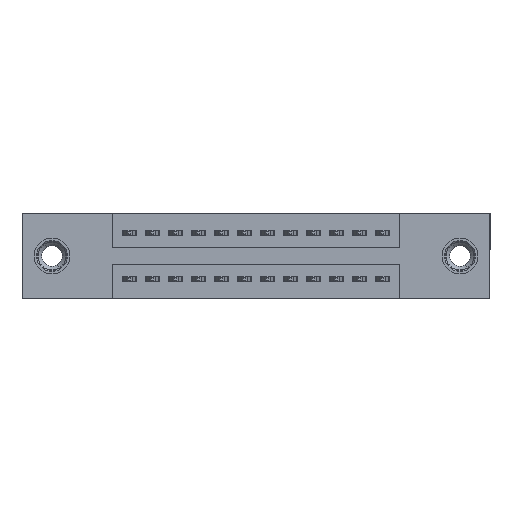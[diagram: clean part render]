
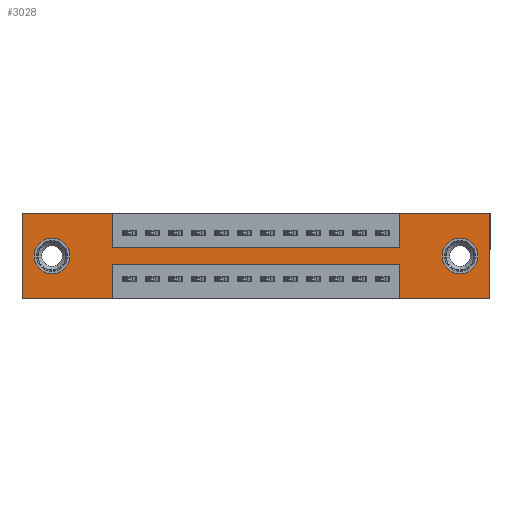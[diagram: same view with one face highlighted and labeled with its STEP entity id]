
A CAD part, front view. The second image highlights one B-rep face of the part: STEP entity #3028.
In plain terms, the highlighted planar face has unit normal (0, -1, 0).
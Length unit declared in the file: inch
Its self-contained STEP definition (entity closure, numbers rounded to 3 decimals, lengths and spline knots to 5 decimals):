
#41 = DIRECTION ( 'NONE',  ( 0., 1., 0. ) ) ;
#254 = DIRECTION ( 'NONE',  ( 0., 1., 0. ) ) ;
#379 = EDGE_CURVE ( 'NONE', #9893, #15825, #17224, .T. ) ;
#422 = ORIENTED_EDGE ( 'NONE', *, *, #1744, .F. ) ;
#587 = LINE ( 'NONE', #11370, #14003 ) ;
#724 = EDGE_CURVE ( 'NONE', #15269, #2398, #17000, .T. ) ;
#750 = CARTESIAN_POINT ( 'NONE',  ( 0.3925, 0., -0.37 ) ) ;
#816 = CARTESIAN_POINT ( 'NONE',  ( 0.3925, 0., -0.15 ) ) ;
#947 = VERTEX_POINT ( 'NONE', #5184 ) ;
#955 = DIRECTION ( 'NONE',  ( 0., -1., 0. ) ) ;
#1124 = ORIENTED_EDGE ( 'NONE', *, *, #8115, .T. ) ;
#1252 = VERTEX_POINT ( 'NONE', #15905 ) ;
#1313 = LINE ( 'NONE', #5717, #7243 ) ;
#1355 = VERTEX_POINT ( 'NONE', #10351 ) ;
#1658 = DIRECTION ( 'NONE',  ( 0., 0., 1. ) ) ;
#1744 = EDGE_CURVE ( 'NONE', #4390, #14270, #1313, .T. ) ;
#1911 = ORIENTED_EDGE ( 'NONE', *, *, #6541, .F. ) ;
#1931 = ORIENTED_EDGE ( 'NONE', *, *, #379, .F. ) ;
#2175 = DIRECTION ( 'NONE',  ( 0., 1., 0. ) ) ;
#2214 = VECTOR ( 'NONE', #11322, 39.37008 ) ;
#2230 = DIRECTION ( 'NONE',  ( 1., 0., 0. ) ) ;
#2245 = DIRECTION ( 'NONE',  ( 0., 0., -1. ) ) ;
#2398 = VERTEX_POINT ( 'NONE', #11482 ) ;
#2531 = DIRECTION ( 'NONE',  ( 0., 1., 0. ) ) ;
#2739 = CARTESIAN_POINT ( 'NONE',  ( 2.035, 0., -0.37 ) ) ;
#3028 = ADVANCED_FACE ( 'NONE', ( #7840, #11127, #5428 ), #13688, .T. ) ;
#3032 = CARTESIAN_POINT ( 'NONE',  ( 0.3925, 0., -0.22 ) ) ;
#3222 = LINE ( 'NONE', #15975, #12909 ) ;
#3279 = DIRECTION ( 'NONE',  ( 1., 0., 0. ) ) ;
#3448 = LINE ( 'NONE', #13949, #6734 ) ;
#3500 = EDGE_CURVE ( 'NONE', #14270, #5912, #3448, .T. ) ;
#3567 = VECTOR ( 'NONE', #6527, 39.37008 ) ;
#4198 = LINE ( 'NONE', #14188, #2214 ) ;
#4262 = CARTESIAN_POINT ( 'NONE',  ( 0.13, 0., -0.185 ) ) ;
#4390 = VERTEX_POINT ( 'NONE', #5355 ) ;
#4483 = ORIENTED_EDGE ( 'NONE', *, *, #12514, .F. ) ;
#4844 = ORIENTED_EDGE ( 'NONE', *, *, #9261, .F. ) ;
#4955 = ORIENTED_EDGE ( 'NONE', *, *, #8033, .F. ) ;
#5125 = CARTESIAN_POINT ( 'NONE',  ( 1.6425, 0., -0.37 ) ) ;
#5184 = CARTESIAN_POINT ( 'NONE',  ( 1.6425, 0., -0.15 ) ) ;
#5254 = CARTESIAN_POINT ( 'NONE',  ( 0., 0., -0.37 ) ) ;
#5327 = EDGE_CURVE ( 'NONE', #14871, #14538, #10630, .T. ) ;
#5355 = CARTESIAN_POINT ( 'NONE',  ( 2.035, 0., 0. ) ) ;
#5428 = FACE_OUTER_BOUND ( 'NONE', #8213, .T. ) ;
#5559 = ORIENTED_EDGE ( 'NONE', *, *, #9247, .F. ) ;
#5668 = ORIENTED_EDGE ( 'NONE', *, *, #17309, .T. ) ;
#5717 = CARTESIAN_POINT ( 'NONE',  ( 2.035, 0., 0. ) ) ;
#5782 = DIRECTION ( 'NONE',  ( 0., 0., -1. ) ) ;
#5912 = VERTEX_POINT ( 'NONE', #5125 ) ;
#5919 = DIRECTION ( 'NONE',  ( -1., 0., 0. ) ) ;
#6339 = CARTESIAN_POINT ( 'NONE',  ( 0.13, 0., -0.263 ) ) ;
#6527 = DIRECTION ( 'NONE',  ( 1., 0., 0. ) ) ;
#6541 = EDGE_CURVE ( 'NONE', #5912, #14871, #4198, .T. ) ;
#6722 = ORIENTED_EDGE ( 'NONE', *, *, #9485, .T. ) ;
#6734 = VECTOR ( 'NONE', #9525, 39.37008 ) ;
#6960 = LINE ( 'NONE', #11750, #7834 ) ;
#7027 = CARTESIAN_POINT ( 'NONE',  ( 1.6425, 0., -0.22 ) ) ;
#7216 = CIRCLE ( 'NONE', #15156, 0.078 ) ;
#7243 = VECTOR ( 'NONE', #5782, 39.37008 ) ;
#7505 = VERTEX_POINT ( 'NONE', #14169 ) ;
#7834 = VECTOR ( 'NONE', #3279, 39.37008 ) ;
#7840 = FACE_BOUND ( 'NONE', #15004, .T. ) ;
#7849 = EDGE_CURVE ( 'NONE', #1252, #947, #9229, .T. ) ;
#8033 = EDGE_CURVE ( 'NONE', #1355, #16164, #13828, .T. ) ;
#8115 = EDGE_CURVE ( 'NONE', #11565, #7505, #7216, .T. ) ;
#8213 = EDGE_LOOP ( 'NONE', ( #16147, #16276, #1911, #15115, #422, #4844, #4483, #11596, #17985, #1931, #5559, #4955 ) ) ;
#9052 = CARTESIAN_POINT ( 'NONE',  ( 1.905, 0., -0.263 ) ) ;
#9111 = EDGE_CURVE ( 'NONE', #15825, #1252, #587, .T. ) ;
#9229 = LINE ( 'NONE', #816, #12271 ) ;
#9247 = EDGE_CURVE ( 'NONE', #16164, #9893, #3222, .T. ) ;
#9261 = EDGE_CURVE ( 'NONE', #9915, #4390, #6960, .T. ) ;
#9485 = EDGE_CURVE ( 'NONE', #7505, #11565, #15452, .T. ) ;
#9525 = DIRECTION ( 'NONE',  ( -1., 0., 0. ) ) ;
#9543 = CARTESIAN_POINT ( 'NONE',  ( 0.13, 0., -0.185 ) ) ;
#9795 = EDGE_LOOP ( 'NONE', ( #6722, #1124 ) ) ;
#9893 = VERTEX_POINT ( 'NONE', #13416 ) ;
#9915 = VERTEX_POINT ( 'NONE', #10606 ) ;
#9925 = DIRECTION ( 'NONE',  ( 0., 0., -1. ) ) ;
#10014 = CARTESIAN_POINT ( 'NONE',  ( 0., 0., -0.37 ) ) ;
#10262 = DIRECTION ( 'NONE',  ( 0., 0., 1. ) ) ;
#10351 = CARTESIAN_POINT ( 'NONE',  ( 0.3925, 0., -0.37 ) ) ;
#10606 = CARTESIAN_POINT ( 'NONE',  ( 1.6425, 0., 0. ) ) ;
#10630 = LINE ( 'NONE', #3032, #11073 ) ;
#11073 = VECTOR ( 'NONE', #5919, 39.37008 ) ;
#11127 = FACE_BOUND ( 'NONE', #9795, .T. ) ;
#11229 = VECTOR ( 'NONE', #14783, 39.37008 ) ;
#11247 = CARTESIAN_POINT ( 'NONE',  ( 0., 0., -0.37 ) ) ;
#11322 = DIRECTION ( 'NONE',  ( 0., 0., 1. ) ) ;
#11370 = CARTESIAN_POINT ( 'NONE',  ( 0.3925, 0., 0. ) ) ;
#11374 = CARTESIAN_POINT ( 'NONE',  ( 1.905, 0., -0.185 ) ) ;
#11435 = DIRECTION ( 'NONE',  ( 0., 0., -1. ) ) ;
#11482 = CARTESIAN_POINT ( 'NONE',  ( 1.905, 0., -0.107 ) ) ;
#11565 = VERTEX_POINT ( 'NONE', #6339 ) ;
#11596 = ORIENTED_EDGE ( 'NONE', *, *, #7849, .F. ) ;
#11750 = CARTESIAN_POINT ( 'NONE',  ( 0., 0., 0. ) ) ;
#12271 = VECTOR ( 'NONE', #2230, 39.37008 ) ;
#12325 = ORIENTED_EDGE ( 'NONE', *, *, #724, .T. ) ;
#12361 = VECTOR ( 'NONE', #17090, 39.37008 ) ;
#12514 = EDGE_CURVE ( 'NONE', #947, #9915, #13735, .T. ) ;
#12909 = VECTOR ( 'NONE', #10262, 39.37008 ) ;
#13232 = CARTESIAN_POINT ( 'NONE',  ( 0.3925, 0., 0. ) ) ;
#13372 = EDGE_CURVE ( 'NONE', #14538, #1355, #14794, .T. ) ;
#13416 = CARTESIAN_POINT ( 'NONE',  ( 0., 0., 0. ) ) ;
#13678 = DIRECTION ( 'NONE',  ( 0., 0., 1. ) ) ;
#13688 = PLANE ( 'NONE',  #16748 ) ;
#13735 = LINE ( 'NONE', #14066, #12361 ) ;
#13825 = AXIS2_PLACEMENT_3D ( 'NONE', #11374, #41, #9925 ) ;
#13828 = LINE ( 'NONE', #10014, #15826 ) ;
#13949 = CARTESIAN_POINT ( 'NONE',  ( 0., 0., -0.37 ) ) ;
#14003 = VECTOR ( 'NONE', #11435, 39.37008 ) ;
#14066 = CARTESIAN_POINT ( 'NONE',  ( 1.6425, 0., 0. ) ) ;
#14169 = CARTESIAN_POINT ( 'NONE',  ( 0.13, 0., -0.107 ) ) ;
#14188 = CARTESIAN_POINT ( 'NONE',  ( 1.6425, 0., -0.37 ) ) ;
#14270 = VERTEX_POINT ( 'NONE', #2739 ) ;
#14538 = VERTEX_POINT ( 'NONE', #17514 ) ;
#14578 = AXIS2_PLACEMENT_3D ( 'NONE', #17642, #2175, #2245 ) ;
#14687 = AXIS2_PLACEMENT_3D ( 'NONE', #9543, #2531, #13678 ) ;
#14783 = DIRECTION ( 'NONE',  ( 0., 0., -1. ) ) ;
#14794 = LINE ( 'NONE', #750, #11229 ) ;
#14871 = VERTEX_POINT ( 'NONE', #7027 ) ;
#14981 = CARTESIAN_POINT ( 'NONE',  ( 0., 0., 0. ) ) ;
#15004 = EDGE_LOOP ( 'NONE', ( #5668, #12325 ) ) ;
#15106 = DIRECTION ( 'NONE',  ( 0., 0., -1. ) ) ;
#15115 = ORIENTED_EDGE ( 'NONE', *, *, #3500, .F. ) ;
#15156 = AXIS2_PLACEMENT_3D ( 'NONE', #4262, #254, #1658 ) ;
#15269 = VERTEX_POINT ( 'NONE', #9052 ) ;
#15452 = CIRCLE ( 'NONE', #14687, 0.078 ) ;
#15825 = VERTEX_POINT ( 'NONE', #13232 ) ;
#15826 = VECTOR ( 'NONE', #17118, 39.37008 ) ;
#15905 = CARTESIAN_POINT ( 'NONE',  ( 0.3925, 0., -0.15 ) ) ;
#15975 = CARTESIAN_POINT ( 'NONE',  ( 0., 0., 0. ) ) ;
#16147 = ORIENTED_EDGE ( 'NONE', *, *, #13372, .F. ) ;
#16164 = VERTEX_POINT ( 'NONE', #11247 ) ;
#16276 = ORIENTED_EDGE ( 'NONE', *, *, #5327, .F. ) ;
#16396 = CIRCLE ( 'NONE', #13825, 0.078 ) ;
#16748 = AXIS2_PLACEMENT_3D ( 'NONE', #5254, #955, #15106 ) ;
#17000 = CIRCLE ( 'NONE', #14578, 0.078 ) ;
#17090 = DIRECTION ( 'NONE',  ( 0., 0., 1. ) ) ;
#17118 = DIRECTION ( 'NONE',  ( -1., 0., 0. ) ) ;
#17224 = LINE ( 'NONE', #14981, #3567 ) ;
#17309 = EDGE_CURVE ( 'NONE', #2398, #15269, #16396, .T. ) ;
#17514 = CARTESIAN_POINT ( 'NONE',  ( 0.3925, 0., -0.22 ) ) ;
#17642 = CARTESIAN_POINT ( 'NONE',  ( 1.905, 0., -0.185 ) ) ;
#17985 = ORIENTED_EDGE ( 'NONE', *, *, #9111, .F. ) ;
